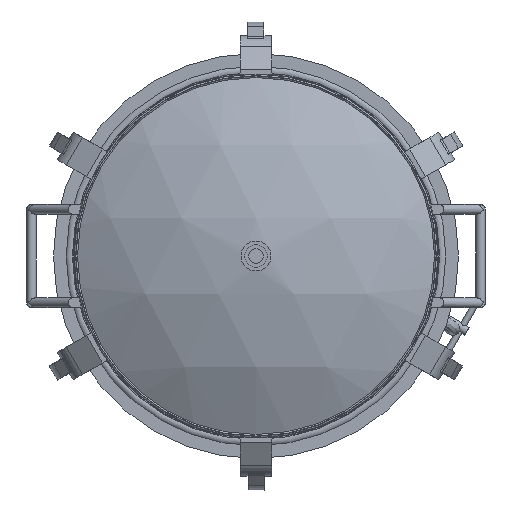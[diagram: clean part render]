
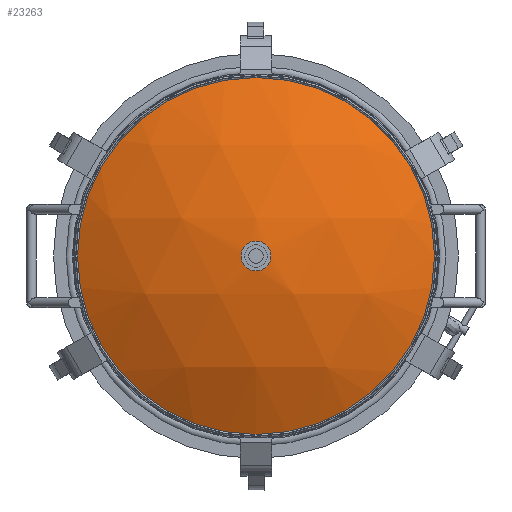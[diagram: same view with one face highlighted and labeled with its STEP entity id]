
A CAD part, front view. The second image highlights one B-rep face of the part: STEP entity #23263.
In plain terms, the highlighted spherical face has radius 357.174 mm.
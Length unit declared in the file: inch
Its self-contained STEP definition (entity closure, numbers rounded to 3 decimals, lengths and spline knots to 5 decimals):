
#745 = AXIS2_PLACEMENT_3D ( 'NONE', #8110, #32269, #11556 ) ;
#1194 = EDGE_CURVE ( 'NONE', #34423, #34423, #42676, .T. ) ;
#3201 = EDGE_LOOP ( 'NONE', ( #35139 ) ) ;
#4607 = ORIENTED_EDGE ( 'NONE', *, *, #1194, .T. ) ;
#4776 = AXIS2_PLACEMENT_3D ( 'NONE', #18702, #22146, #4942 ) ;
#4937 = CARTESIAN_POINT ( 'NONE',  ( 0., -5.17557, 0.579 ) ) ;
#4942 = DIRECTION ( 'NONE',  ( -1., 0., 0. ) ) ;
#8110 = CARTESIAN_POINT ( 'NONE',  ( 0., -3.32138, 0. ) ) ;
#10776 = VERTEX_POINT ( 'NONE', #35003 ) ;
#11556 = DIRECTION ( 'NONE',  ( -1., 0., 0. ) ) ;
#15593 = CIRCLE ( 'NONE', #745, 7. ) ;
#16828 = DIRECTION ( 'NONE',  ( 0., 1., 0. ) ) ;
#18702 = CARTESIAN_POINT ( 'NONE',  ( 0., 8.87447, 0. ) ) ;
#22146 = DIRECTION ( 'NONE',  ( 0., 0., 1. ) ) ;
#23263 = ADVANCED_FACE ( 'NONE', ( #35431, #44582 ), #36530, .T. ) ;
#32269 = DIRECTION ( 'NONE',  ( 0., -1., 0. ) ) ;
#34423 = VERTEX_POINT ( 'NONE', #4937 ) ;
#35003 = CARTESIAN_POINT ( 'NONE',  ( -7., -3.32138, 0. ) ) ;
#35139 = ORIENTED_EDGE ( 'NONE', *, *, #41430, .T. ) ;
#35431 = FACE_OUTER_BOUND ( 'NONE', #43380, .T. ) ;
#35707 = AXIS2_PLACEMENT_3D ( 'NONE', #37577, #16828, #41067 ) ;
#36530 = SPHERICAL_SURFACE ( 'NONE', #4776, 14.06197 ) ;
#37577 = CARTESIAN_POINT ( 'NONE',  ( 0., -5.17557, 0. ) ) ;
#41067 = DIRECTION ( 'NONE',  ( 0., 0., 1. ) ) ;
#41430 = EDGE_CURVE ( 'NONE', #10776, #10776, #15593, .T. ) ;
#42676 = CIRCLE ( 'NONE', #35707, 0.579 ) ;
#43380 = EDGE_LOOP ( 'NONE', ( #4607 ) ) ;
#44582 = FACE_OUTER_BOUND ( 'NONE', #3201, .T. ) ;
